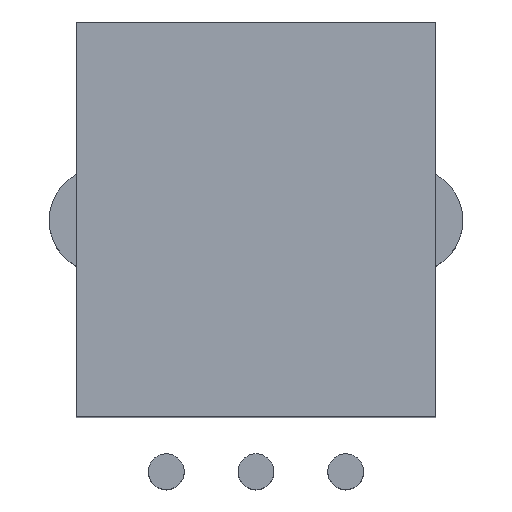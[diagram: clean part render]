
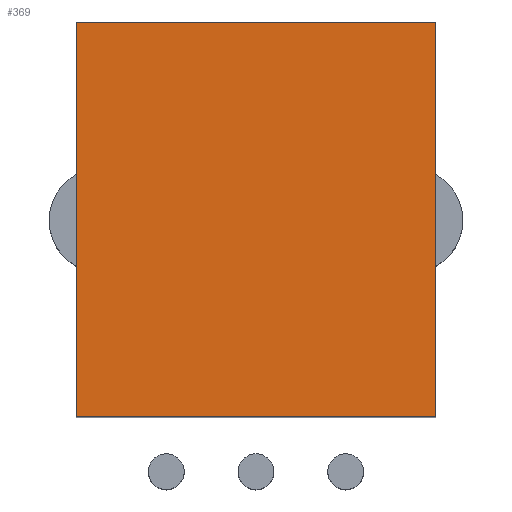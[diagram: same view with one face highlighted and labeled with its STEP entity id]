
A CAD part, top view. The second image highlights one B-rep face of the part: STEP entity #369.
In plain terms, the highlighted planar face has unit normal (0, 0, 1).
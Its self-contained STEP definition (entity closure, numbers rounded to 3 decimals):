
#55 = VERTEX_POINT('',#56);
#56 = CARTESIAN_POINT('',(-2.5,12.5,15.5));
#63 = PLANE('',#64);
#64 = AXIS2_PLACEMENT_3D('',#65,#66,#67);
#65 = CARTESIAN_POINT('',(-2.5,12.5,0.));
#66 = DIRECTION('',(0.,1.,0.));
#67 = DIRECTION('',(1.,0.,0.));
#75 = PLANE('',#76);
#76 = AXIS2_PLACEMENT_3D('',#77,#78,#79);
#77 = CARTESIAN_POINT('',(-2.5,1.5,0.));
#78 = DIRECTION('',(-1.,0.,0.));
#79 = DIRECTION('',(0.,1.,0.));
#87 = EDGE_CURVE('',#55,#88,#90,.T.);
#88 = VERTEX_POINT('',#89);
#89 = CARTESIAN_POINT('',(7.5,12.5,15.5));
#90 = SURFACE_CURVE('',#91,(#95,#102),.PCURVE_S1.);
#91 = LINE('',#92,#93);
#92 = CARTESIAN_POINT('',(-2.5,12.5,15.5));
#93 = VECTOR('',#94,1.);
#94 = DIRECTION('',(1.,0.,0.));
#95 = PCURVE('',#63,#96);
#96 = DEFINITIONAL_REPRESENTATION('',(#97),#101);
#97 = LINE('',#98,#99);
#98 = CARTESIAN_POINT('',(0.,-15.5));
#99 = VECTOR('',#100,1.);
#100 = DIRECTION('',(1.,0.));
#101 = ( GEOMETRIC_REPRESENTATION_CONTEXT(2) 
PARAMETRIC_REPRESENTATION_CONTEXT() REPRESENTATION_CONTEXT('2D SPACE',''
  ) );
#102 = PCURVE('',#103,#108);
#103 = PLANE('',#104);
#104 = AXIS2_PLACEMENT_3D('',#105,#106,#107);
#105 = CARTESIAN_POINT('',(2.5,7.,15.5));
#106 = DIRECTION('',(-0.,-0.,-1.));
#107 = DIRECTION('',(-1.,0.,0.));
#108 = DEFINITIONAL_REPRESENTATION('',(#109),#113);
#109 = LINE('',#110,#111);
#110 = CARTESIAN_POINT('',(5.,5.5));
#111 = VECTOR('',#112,1.);
#112 = DIRECTION('',(-1.,0.));
#113 = ( GEOMETRIC_REPRESENTATION_CONTEXT(2) 
PARAMETRIC_REPRESENTATION_CONTEXT() REPRESENTATION_CONTEXT('2D SPACE',''
  ) );
#131 = PLANE('',#132);
#132 = AXIS2_PLACEMENT_3D('',#133,#134,#135);
#133 = CARTESIAN_POINT('',(7.5,12.5,0.));
#134 = DIRECTION('',(1.,0.,-0.));
#135 = DIRECTION('',(0.,-1.,0.));
#173 = EDGE_CURVE('',#88,#174,#176,.T.);
#174 = VERTEX_POINT('',#175);
#175 = CARTESIAN_POINT('',(7.5,1.5,15.5));
#176 = SURFACE_CURVE('',#177,(#181,#188),.PCURVE_S1.);
#177 = LINE('',#178,#179);
#178 = CARTESIAN_POINT('',(7.5,12.5,15.5));
#179 = VECTOR('',#180,1.);
#180 = DIRECTION('',(0.,-1.,0.));
#181 = PCURVE('',#131,#182);
#182 = DEFINITIONAL_REPRESENTATION('',(#183),#187);
#183 = LINE('',#184,#185);
#184 = CARTESIAN_POINT('',(0.,-15.5));
#185 = VECTOR('',#186,1.);
#186 = DIRECTION('',(1.,0.));
#187 = ( GEOMETRIC_REPRESENTATION_CONTEXT(2) 
PARAMETRIC_REPRESENTATION_CONTEXT() REPRESENTATION_CONTEXT('2D SPACE',''
  ) );
#188 = PCURVE('',#103,#189);
#189 = DEFINITIONAL_REPRESENTATION('',(#190),#194);
#190 = LINE('',#191,#192);
#191 = CARTESIAN_POINT('',(-5.,5.5));
#192 = VECTOR('',#193,1.);
#193 = DIRECTION('',(0.,-1.));
#194 = ( GEOMETRIC_REPRESENTATION_CONTEXT(2) 
PARAMETRIC_REPRESENTATION_CONTEXT() REPRESENTATION_CONTEXT('2D SPACE',''
  ) );
#212 = PLANE('',#213);
#213 = AXIS2_PLACEMENT_3D('',#214,#215,#216);
#214 = CARTESIAN_POINT('',(7.5,1.5,0.));
#215 = DIRECTION('',(0.,-1.,0.));
#216 = DIRECTION('',(-1.,0.,0.));
#249 = EDGE_CURVE('',#174,#250,#252,.T.);
#250 = VERTEX_POINT('',#251);
#251 = CARTESIAN_POINT('',(-2.5,1.5,15.5));
#252 = SURFACE_CURVE('',#253,(#257,#264),.PCURVE_S1.);
#253 = LINE('',#254,#255);
#254 = CARTESIAN_POINT('',(7.5,1.5,15.5));
#255 = VECTOR('',#256,1.);
#256 = DIRECTION('',(-1.,0.,0.));
#257 = PCURVE('',#212,#258);
#258 = DEFINITIONAL_REPRESENTATION('',(#259),#263);
#259 = LINE('',#260,#261);
#260 = CARTESIAN_POINT('',(0.,-15.5));
#261 = VECTOR('',#262,1.);
#262 = DIRECTION('',(1.,0.));
#263 = ( GEOMETRIC_REPRESENTATION_CONTEXT(2) 
PARAMETRIC_REPRESENTATION_CONTEXT() REPRESENTATION_CONTEXT('2D SPACE',''
  ) );
#264 = PCURVE('',#103,#265);
#265 = DEFINITIONAL_REPRESENTATION('',(#266),#270);
#266 = LINE('',#267,#268);
#267 = CARTESIAN_POINT('',(-5.,-5.5));
#268 = VECTOR('',#269,1.);
#269 = DIRECTION('',(1.,0.));
#270 = ( GEOMETRIC_REPRESENTATION_CONTEXT(2) 
PARAMETRIC_REPRESENTATION_CONTEXT() REPRESENTATION_CONTEXT('2D SPACE',''
  ) );
#320 = EDGE_CURVE('',#250,#55,#321,.T.);
#321 = SURFACE_CURVE('',#322,(#326,#333),.PCURVE_S1.);
#322 = LINE('',#323,#324);
#323 = CARTESIAN_POINT('',(-2.5,1.5,15.5));
#324 = VECTOR('',#325,1.);
#325 = DIRECTION('',(0.,1.,0.));
#326 = PCURVE('',#75,#327);
#327 = DEFINITIONAL_REPRESENTATION('',(#328),#332);
#328 = LINE('',#329,#330);
#329 = CARTESIAN_POINT('',(0.,-15.5));
#330 = VECTOR('',#331,1.);
#331 = DIRECTION('',(1.,0.));
#332 = ( GEOMETRIC_REPRESENTATION_CONTEXT(2) 
PARAMETRIC_REPRESENTATION_CONTEXT() REPRESENTATION_CONTEXT('2D SPACE',''
  ) );
#333 = PCURVE('',#103,#334);
#334 = DEFINITIONAL_REPRESENTATION('',(#335),#339);
#335 = LINE('',#336,#337);
#336 = CARTESIAN_POINT('',(5.,-5.5));
#337 = VECTOR('',#338,1.);
#338 = DIRECTION('',(0.,1.));
#339 = ( GEOMETRIC_REPRESENTATION_CONTEXT(2) 
PARAMETRIC_REPRESENTATION_CONTEXT() REPRESENTATION_CONTEXT('2D SPACE',''
  ) );
#369 = ADVANCED_FACE('',(#370),#103,.F.);
#370 = FACE_BOUND('',#371,.F.);
#371 = EDGE_LOOP('',(#372,#373,#374,#375));
#372 = ORIENTED_EDGE('',*,*,#87,.T.);
#373 = ORIENTED_EDGE('',*,*,#173,.T.);
#374 = ORIENTED_EDGE('',*,*,#249,.T.);
#375 = ORIENTED_EDGE('',*,*,#320,.T.);
